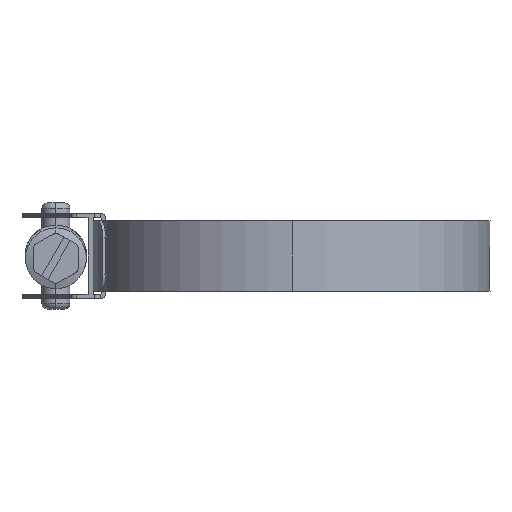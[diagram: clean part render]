
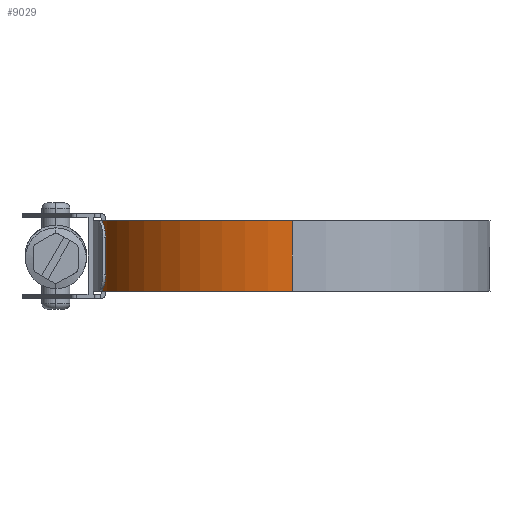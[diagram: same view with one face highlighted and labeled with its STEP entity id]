
A CAD part, left-side view. The second image highlights one B-rep face of the part: STEP entity #9029.
In plain terms, the highlighted cylindrical face has radius 35.53 mm (diameter 71.06 mm), a partial arc.
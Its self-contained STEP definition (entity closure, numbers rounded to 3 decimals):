
#686 = DIRECTION ( 'NONE',  ( 0., 0., -1. ) ) ;
#1239 = CARTESIAN_POINT ( 'NONE',  ( -35.53, 0., 6.35 ) ) ;
#1334 = EDGE_CURVE ( 'NONE', #10436, #7200, #11828, .T. ) ;
#2028 = AXIS2_PLACEMENT_3D ( 'NONE', #6729, #10869, #5697 ) ;
#2077 = ORIENTED_EDGE ( 'NONE', *, *, #11818, .F. ) ;
#2636 = CARTESIAN_POINT ( 'NONE',  ( -35.53, 0., -6.35 ) ) ;
#2659 = CYLINDRICAL_SURFACE ( 'NONE', #13392, 35.53 ) ;
#3676 = FACE_OUTER_BOUND ( 'NONE', #4009, .T. ) ;
#3797 = VERTEX_POINT ( 'NONE', #3829 ) ;
#3829 = CARTESIAN_POINT ( 'NONE',  ( 0., 35.53, -6.35 ) ) ;
#4009 = EDGE_LOOP ( 'NONE', ( #9991, #2077, #11389, #13328 ) ) ;
#4568 = DIRECTION ( 'NONE',  ( 1., 0., 0. ) ) ;
#5480 = CARTESIAN_POINT ( 'NONE',  ( -35.53, 0., 6.35 ) ) ;
#5697 = DIRECTION ( 'NONE',  ( 1., 0., 0. ) ) ;
#5809 = VECTOR ( 'NONE', #8698, 1000. ) ;
#5811 = DIRECTION ( 'NONE',  ( -1., 0., 0. ) ) ;
#6554 = CARTESIAN_POINT ( 'NONE',  ( 0., 35.53, 6.35 ) ) ;
#6633 = LINE ( 'NONE', #10778, #10234 ) ;
#6699 = CARTESIAN_POINT ( 'NONE',  ( 0., 0., 6.35 ) ) ;
#6729 = CARTESIAN_POINT ( 'NONE',  ( 0., 0., -6.35 ) ) ;
#6771 = CARTESIAN_POINT ( 'NONE',  ( 0., 0., 6.35 ) ) ;
#7022 = AXIS2_PLACEMENT_3D ( 'NONE', #6699, #12086, #4568 ) ;
#7200 = VERTEX_POINT ( 'NONE', #2636 ) ;
#8698 = DIRECTION ( 'NONE',  ( 0., 0., -1. ) ) ;
#8743 = DIRECTION ( 'NONE',  ( 0., 0., -1. ) ) ;
#9029 = ADVANCED_FACE ( 'NONE', ( #3676 ), #2659, .T. ) ;
#9319 = VERTEX_POINT ( 'NONE', #6554 ) ;
#9991 = ORIENTED_EDGE ( 'NONE', *, *, #1334, .F. ) ;
#10234 = VECTOR ( 'NONE', #8743, 1000. ) ;
#10436 = VERTEX_POINT ( 'NONE', #1239 ) ;
#10708 = CIRCLE ( 'NONE', #2028, 35.53 ) ;
#10778 = CARTESIAN_POINT ( 'NONE',  ( 0., 35.53, 6.35 ) ) ;
#10869 = DIRECTION ( 'NONE',  ( 0., 0., 1. ) ) ;
#10874 = EDGE_CURVE ( 'NONE', #3797, #7200, #10708, .T. ) ;
#11389 = ORIENTED_EDGE ( 'NONE', *, *, #12892, .T. ) ;
#11818 = EDGE_CURVE ( 'NONE', #9319, #10436, #13106, .T. ) ;
#11828 = LINE ( 'NONE', #5480, #5809 ) ;
#12086 = DIRECTION ( 'NONE',  ( 0., 0., 1. ) ) ;
#12892 = EDGE_CURVE ( 'NONE', #9319, #3797, #6633, .T. ) ;
#13106 = CIRCLE ( 'NONE', #7022, 35.53 ) ;
#13328 = ORIENTED_EDGE ( 'NONE', *, *, #10874, .T. ) ;
#13392 = AXIS2_PLACEMENT_3D ( 'NONE', #6771, #686, #5811 ) ;
